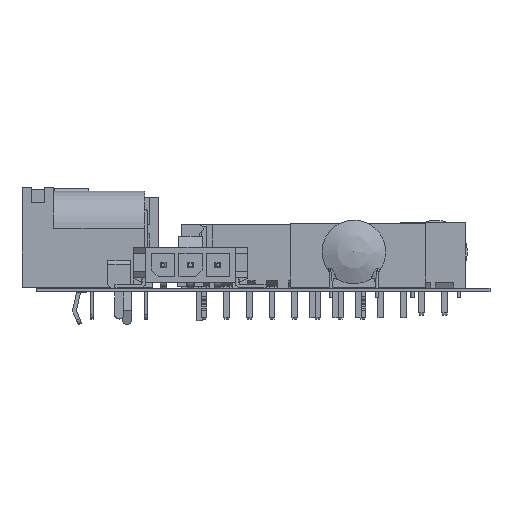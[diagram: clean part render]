
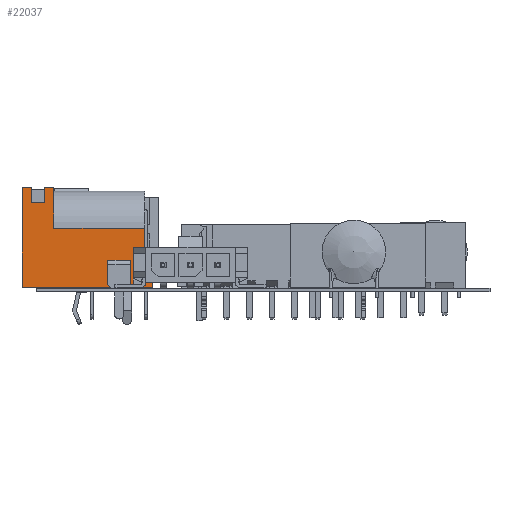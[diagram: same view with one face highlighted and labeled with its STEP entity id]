
A CAD part, front view. The second image highlights one B-rep face of the part: STEP entity #22037.
In plain terms, the highlighted face is planar.
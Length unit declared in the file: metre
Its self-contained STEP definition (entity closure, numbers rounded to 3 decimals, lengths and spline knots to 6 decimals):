
#1275=LINE('',#35884,#3886);
#1286=LINE('',#35907,#3897);
#1290=LINE('',#35918,#3901);
#1305=LINE('',#35955,#3916);
#1308=LINE('',#35961,#3919);
#1309=LINE('',#35963,#3920);
#1325=LINE('',#36000,#3936);
#1331=LINE('',#36011,#3942);
#1334=LINE('',#36018,#3945);
#1336=LINE('',#36029,#3947);
#1344=LINE('',#36047,#3955);
#1347=LINE('',#36056,#3958);
#1351=LINE('',#36064,#3962);
#1353=LINE('',#36067,#3964);
#1358=LINE('',#36076,#3969);
#1359=LINE('',#36078,#3970);
#1360=LINE('',#36079,#3971);
#1361=LINE('',#36080,#3972);
#3886=VECTOR('',#28447,1.);
#3897=VECTOR('',#28464,1.);
#3901=VECTOR('',#28472,1.);
#3916=VECTOR('',#28515,1.);
#3919=VECTOR('',#28524,1.);
#3920=VECTOR('',#28527,1.);
#3936=VECTOR('',#28553,1.);
#3942=VECTOR('',#28561,1.);
#3945=VECTOR('',#28568,1.);
#3947=VECTOR('',#28582,1.);
#3955=VECTOR('',#28598,1.);
#3958=VECTOR('',#28605,1.);
#3962=VECTOR('',#28611,1.);
#3964=VECTOR('',#28615,1.);
#3969=VECTOR('',#28624,1.);
#3970=VECTOR('',#28627,1.);
#3971=VECTOR('',#28628,1.);
#3972=VECTOR('',#28629,1.);
#6454=PLANE('',#24958);
#10422=ORIENTED_EDGE('',*,*,#14879,.F.);
#10423=ORIENTED_EDGE('',*,*,#14794,.F.);
#10424=ORIENTED_EDGE('',*,*,#14818,.T.);
#10425=ORIENTED_EDGE('',*,*,#14799,.T.);
#10426=ORIENTED_EDGE('',*,*,#14822,.F.);
#10427=ORIENTED_EDGE('',*,*,#14783,.F.);
#10428=ORIENTED_EDGE('',*,*,#14880,.F.);
#10429=ORIENTED_EDGE('',*,*,#14871,.T.);
#10430=ORIENTED_EDGE('',*,*,#14881,.F.);
#10431=ORIENTED_EDGE('',*,*,#14823,.F.);
#10432=ORIENTED_EDGE('',*,*,#14863,.T.);
#10433=ORIENTED_EDGE('',*,*,#14854,.T.);
#10434=ORIENTED_EDGE('',*,*,#14873,.T.);
#10435=ORIENTED_EDGE('',*,*,#14846,.F.);
#10436=ORIENTED_EDGE('',*,*,#14840,.F.);
#10437=ORIENTED_EDGE('',*,*,#14849,.T.);
#10438=ORIENTED_EDGE('',*,*,#14878,.T.);
#10439=ORIENTED_EDGE('',*,*,#14867,.F.);
#14783=EDGE_CURVE('',#17353,#17354,#1275,.T.);
#14794=EDGE_CURVE('',#17363,#17364,#1286,.T.);
#14799=EDGE_CURVE('',#17368,#17366,#1290,.T.);
#14818=EDGE_CURVE('',#17363,#17368,#1305,.T.);
#14822=EDGE_CURVE('',#17354,#17366,#1308,.T.);
#14823=EDGE_CURVE('',#17376,#17377,#1309,.T.);
#14840=EDGE_CURVE('',#17391,#17392,#1325,.T.);
#14846=EDGE_CURVE('',#17392,#17394,#1331,.T.);
#14849=EDGE_CURVE('',#17391,#17397,#1334,.T.);
#14854=EDGE_CURVE('',#17401,#17402,#1336,.T.);
#14863=EDGE_CURVE('',#17376,#17401,#1344,.T.);
#14867=EDGE_CURVE('',#17410,#17411,#1347,.T.);
#14871=EDGE_CURVE('',#17412,#17413,#1351,.T.);
#14873=EDGE_CURVE('',#17402,#17394,#1353,.T.);
#14878=EDGE_CURVE('',#17397,#17411,#1358,.T.);
#14879=EDGE_CURVE('',#17364,#17410,#1359,.T.);
#14880=EDGE_CURVE('',#17412,#17353,#1360,.T.);
#14881=EDGE_CURVE('',#17377,#17413,#1361,.T.);
#17353=VERTEX_POINT('',#35883);
#17354=VERTEX_POINT('',#35885);
#17363=VERTEX_POINT('',#35908);
#17364=VERTEX_POINT('',#35909);
#17366=VERTEX_POINT('',#35916);
#17368=VERTEX_POINT('',#35919);
#17376=VERTEX_POINT('',#35964);
#17377=VERTEX_POINT('',#35965);
#17391=VERTEX_POINT('',#35999);
#17392=VERTEX_POINT('',#36001);
#17394=VERTEX_POINT('',#36007);
#17397=VERTEX_POINT('',#36017);
#17401=VERTEX_POINT('',#36030);
#17402=VERTEX_POINT('',#36031);
#17410=VERTEX_POINT('',#36055);
#17411=VERTEX_POINT('',#36057);
#17412=VERTEX_POINT('',#36061);
#17413=VERTEX_POINT('',#36063);
#19329=EDGE_LOOP('',(#10422,#10423,#10424,#10425,#10426,#10427,#10428,#10429,
#10430,#10431,#10432,#10433,#10434,#10435,#10436,#10437,#10438,#10439));
#20791=FACE_BOUND('',#19329,.T.);
#22037=ADVANCED_FACE('',(#20791),#6454,.T.);
#24958=AXIS2_PLACEMENT_3D('',#36077,#28625,#28626);
#28447=DIRECTION('',(-0.682,0.731,0.));
#28464=DIRECTION('',(-0.682,-0.731,0.));
#28472=DIRECTION('',(-1.,0.,0.));
#28515=DIRECTION('',(0.,1.,0.));
#28524=DIRECTION('',(0.,1.,0.));
#28527=DIRECTION('',(0.,-1.,0.));
#28553=DIRECTION('',(-1.,0.,0.));
#28561=DIRECTION('',(0.,1.,0.));
#28568=DIRECTION('',(0.,1.,0.));
#28582=DIRECTION('',(0.,1.,0.));
#28598=DIRECTION('',(1.,0.,0.));
#28605=DIRECTION('',(0.,1.,0.));
#28611=DIRECTION('',(0.,1.,0.));
#28615=DIRECTION('',(1.,0.,0.));
#28624=DIRECTION('',(1.,0.,0.));
#28625=DIRECTION('',(0.,0.,-1.));
#28626=DIRECTION('',(-1.,0.,0.));
#28627=DIRECTION('',(1.,0.,0.));
#28628=DIRECTION('',(1.,0.,0.));
#28629=DIRECTION('',(-1.,0.,0.));
#35883=CARTESIAN_POINT('',(-0.01167,-0.0065,-0.0045));
#35884=CARTESIAN_POINT('',(-0.0112,-0.007004,-0.0045));
#35885=CARTESIAN_POINT('',(-0.01195,-0.0062,-0.0045));
#35907=CARTESIAN_POINT('',(-0.0102,-0.007004,-0.0045));
#35908=CARTESIAN_POINT('',(-0.00945,-0.0062,-0.0045));
#35909=CARTESIAN_POINT('',(-0.00973,-0.0065,-0.0045));
#35916=CARTESIAN_POINT('',(-0.01195,-0.0035,-0.0045));
#35918=CARTESIAN_POINT('',(-0.01195,-0.0035,-0.0045));
#35919=CARTESIAN_POINT('',(-0.00945,-0.0035,-0.0045));
#35955=CARTESIAN_POINT('',(-0.00945,-0.01,-0.0045));
#35961=CARTESIAN_POINT('',(-0.01195,-0.01,-0.0045));
#35963=CARTESIAN_POINT('',(-0.0135,-0.004,-0.0045));
#35964=CARTESIAN_POINT('',(-0.0135,0.,-0.0045));
#35965=CARTESIAN_POINT('',(-0.0135,-0.004,-0.0045));
#35999=CARTESIAN_POINT('',(-0.001,0.0028,-0.0045));
#36000=CARTESIAN_POINT('',(-0.001,0.0028,-0.0045));
#36001=CARTESIAN_POINT('',(-0.0025,0.0028,-0.0045));
#36007=CARTESIAN_POINT('',(-0.0025,0.0045,-0.0045));
#36011=CARTESIAN_POINT('',(-0.0025,0.0028,-0.0045));
#36017=CARTESIAN_POINT('',(-0.001,0.0045,-0.0045));
#36018=CARTESIAN_POINT('',(-0.001,0.0045,-0.0045));
#36029=CARTESIAN_POINT('',(-0.0035,0.,-0.0045));
#36030=CARTESIAN_POINT('',(-0.0035,0.,-0.0045));
#36031=CARTESIAN_POINT('',(-0.0035,0.0045,-0.0045));
#36047=CARTESIAN_POINT('',(-0.0144,0.,-0.0045));
#36055=CARTESIAN_POINT('',(0.,-0.0065,-0.0045));
#36056=CARTESIAN_POINT('',(0.,0.0045,-0.0045));
#36057=CARTESIAN_POINT('',(0.,0.0045,-0.0045));
#36061=CARTESIAN_POINT('',(-0.0144,-0.0065,-0.0045));
#36063=CARTESIAN_POINT('',(-0.0144,-0.004,-0.0045));
#36064=CARTESIAN_POINT('',(-0.0144,0.0045,-0.0045));
#36067=CARTESIAN_POINT('',(-0.0144,0.0045,-0.0045));
#36076=CARTESIAN_POINT('',(-0.0144,0.0045,-0.0045));
#36077=CARTESIAN_POINT('',(-0.0144,0.0045,-0.0045));
#36078=CARTESIAN_POINT('',(-0.0144,-0.0065,-0.0045));
#36079=CARTESIAN_POINT('',(-0.0144,-0.0065,-0.0045));
#36080=CARTESIAN_POINT('',(-0.0144,-0.004,-0.0045));
